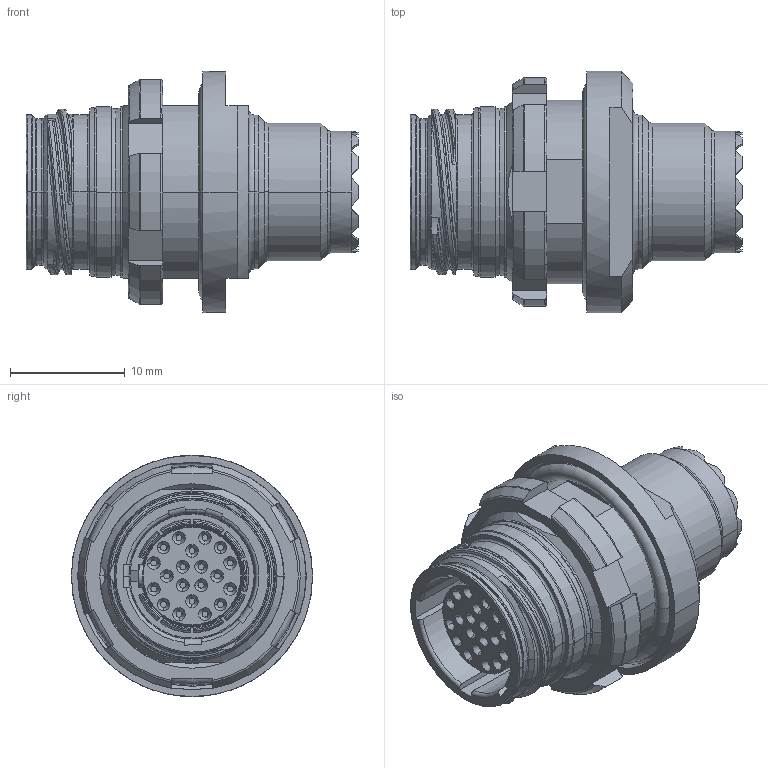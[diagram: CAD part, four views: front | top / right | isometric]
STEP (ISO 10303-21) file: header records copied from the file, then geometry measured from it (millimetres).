
FILE_DESCRIPTION((''),'2;1');
FILE_NAME('GBTAAT0-ED20WN-0S00_OHNE_NUTMUT_ASM','2023-08-22T10:20:30',('FHeitzinger'),(''),'CREO PARAMETRIC BY PTC INC, 2022014','CREO PARAMETRIC BY PTC INC, 2022014','');
FILE_SCHEMA(('AP242_MANAGED_MODEL_BASED_3D_ENGINEERING_MIM_LF { 1 0 10303 442 1 1 4 }'));
Length unit declared in the file: millimetre
Products named in the file (5): Z10404179_1_1; Z10404179_1_2; Z10404179_1_ASM; 00141237; GBTAAT0-ED20WN-0S00_OHNE_NUTMUT_ASM
Assembly tree (4 placements, depth 3):
  GBTAAT0-ED20WN-0S00_OHNE_NUTMUT_ASM
    Z10404179_1_ASM
      Z10404179_1_1
      Z10404179_1_2
    00141237
Bounding box: 28.9 x 21 x 21 mm (x, y, z)
Volume: 4138.5 mm3; surface area: 4832.7 mm2
Topology: 3 solids, 4 shells, 827 faces, 2370 edges, 1551 vertices
Faces by surface type: plane 270, cylinder 237, cone 179, torus 122, bspline 18, sphere 1
Entity records: 37600 total; most frequent: CARTESIAN_POINT 10589, ORIENTED_EDGE 4660, DIRECTION 4169, EDGE_CURVE 2330, AXIS2_PLACEMENT_3D 1696, VERTEX_POINT 1551, PRESENTATION_STYLE_ASSIGNMENT 909, STYLED_ITEM 909
